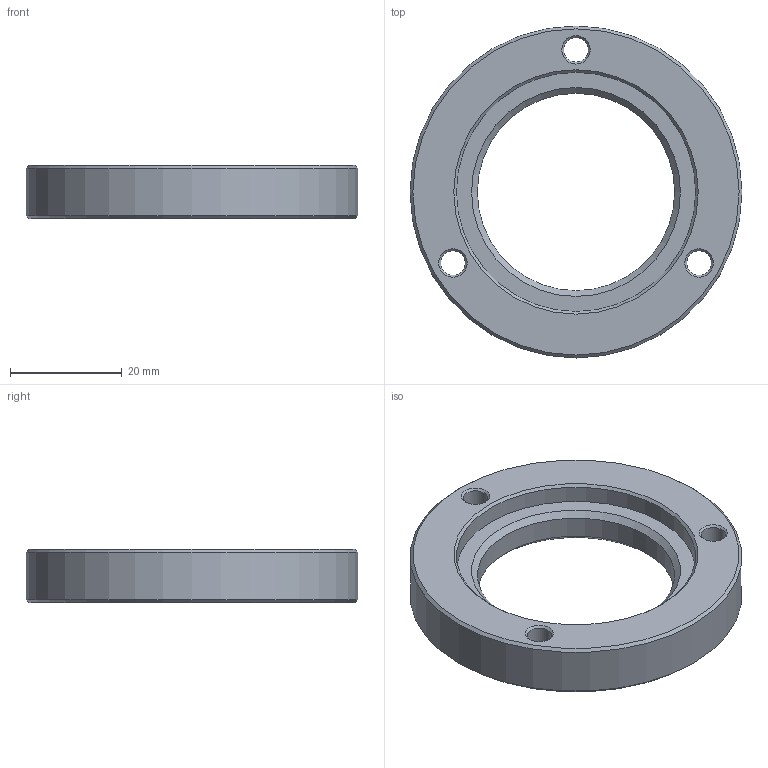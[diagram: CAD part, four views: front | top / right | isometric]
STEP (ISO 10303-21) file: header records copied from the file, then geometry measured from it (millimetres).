
FILE_DESCRIPTION((''),'2;1');
FILE_NAME('is-obta.stp','2011-11-10T14:36:42',('JC'),(''),'Autodesk Inventor 11','Autodesk Inventor 11','');
FILE_SCHEMA(('AUTOMOTIVE_DESIGN { 1 0 10303 214 1 1 1 1 }'));
Length unit declared in the file: inch
Products named in the file (1): is-obta1
Bounding box: 59.33 x 59.33 x 9.53 mm (x, y, z)
Volume: 14776.6 mm3; surface area: 6497.8 mm2
Topology: 1 solids, 1 shells, 20 faces, 43 edges, 26 vertices
Faces by surface type: cone 11, cylinder 6, plane 3
Full cylindrical faces by diameter (mm): 4.369 x3, 35.281 x1, 42.774 x1, 59.334 x1
Entity records: 475 total; most frequent: DIRECTION 88, CARTESIAN_POINT 67, ORIENTED_EDGE 46, EDGE_LOOP 46, AXIS2_PLACEMENT_3D 44, FACE_BOUND 26, VERTEX_POINT 23, CIRCLE 23
